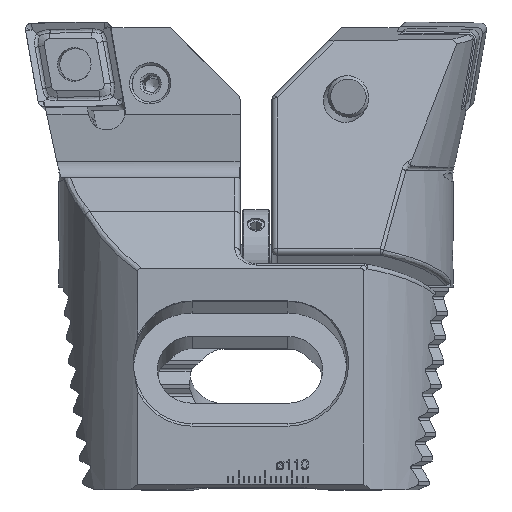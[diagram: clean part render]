
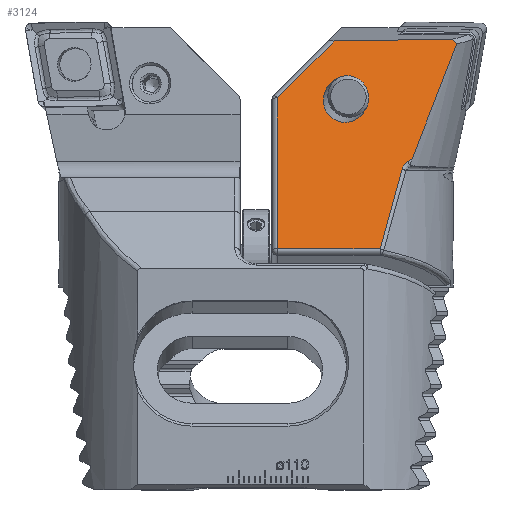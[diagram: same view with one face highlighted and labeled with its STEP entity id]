
A CAD part, top view. The second image highlights one B-rep face of the part: STEP entity #3124.
In plain terms, the highlighted face is planar.
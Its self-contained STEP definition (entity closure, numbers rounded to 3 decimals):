
#55 = CARTESIAN_POINT ( 'NONE',  ( 17.111, -32.828, -25.393 ) ) ;
#186 = CARTESIAN_POINT ( 'NONE',  ( 39.25, -42.339, -27.941 ) ) ;
#203 = CARTESIAN_POINT ( 'NONE',  ( 85.106, -4.241, -17.733 ) ) ;
#278 = EDGE_CURVE ( 'NONE', #898, #15012, #14924, .T. ) ;
#352 = LINE ( 'NONE', #9087, #9169 ) ;
#590 = CARTESIAN_POINT ( 'NONE',  ( 85.15, -42.339, -27.941 ) ) ;
#594 = EDGE_CURVE ( 'NONE', #8187, #7865, #2723, .T. ) ;
#707 = B_SPLINE_CURVE_WITH_KNOTS ( 'NONE', 3,
 ( #8923, #13985, #6494, #14041 ),
 .UNSPECIFIED., .F., .F.,
 ( 4, 4 ),
 ( 0., 1. ),
 .UNSPECIFIED. ) ;
#780 = DIRECTION ( 'NONE',  ( 0., -0.259, 0.966 ) ) ;
#880 = CARTESIAN_POINT ( 'NONE',  ( 28.57, -3.366, -17.498 ) ) ;
#898 = VERTEX_POINT ( 'NONE', #9498 ) ;
#1143 = ORIENTED_EDGE ( 'NONE', *, *, #594, .F. ) ;
#1703 = VERTEX_POINT ( 'NONE', #8793 ) ;
#1857 = CARTESIAN_POINT ( 'NONE',  ( 54.972, -29.768, -24.573 ) ) ;
#1892 = EDGE_CURVE ( 'NONE', #2633, #12382, #6707, .T. ) ;
#1894 = ORIENTED_EDGE ( 'NONE', *, *, #8468, .T. ) ;
#1934 = EDGE_CURVE ( 'NONE', #1703, #15012, #6698, .T. ) ;
#2036 = DIRECTION ( 'NONE',  ( 0., -0.966, -0.259 ) ) ;
#2128 = CARTESIAN_POINT ( 'NONE',  ( 39.25, -14.046, -20.36 ) ) ;
#2613 = ORIENTED_EDGE ( 'NONE', *, *, #1892, .T. ) ;
#2633 = VERTEX_POINT ( 'NONE', #7549 ) ;
#2723 = LINE ( 'NONE', #203, #6832 ) ;
#2922 = LINE ( 'NONE', #1857, #7412 ) ;
#3124 = ADVANCED_FACE ( 'NONE', ( #8866, #4150 ), #11899, .F. ) ;
#3267 = CARTESIAN_POINT ( 'NONE',  ( 35.768, -15.951, -20.871 ) ) ;
#3602 = VERTEX_POINT ( 'NONE', #2128 ) ;
#3651 = ORIENTED_EDGE ( 'NONE', *, *, #7708, .T. ) ;
#3723 = EDGE_LOOP ( 'NONE', ( #6307 ) ) ;
#4150 = FACE_BOUND ( 'NONE', #3723, .T. ) ;
#4310 = VECTOR ( 'NONE', #13173, 1000. ) ;
#4608 = CARTESIAN_POINT ( 'NONE',  ( 15.767, -27.164, -23.875 ) ) ;
#4661 = CARTESIAN_POINT ( 'NONE',  ( 6.386, -3.023, -17.406 ) ) ;
#4862 = CARTESIAN_POINT ( 'NONE',  ( 19.949, -42.339, -27.941 ) ) ;
#5009 = ORIENTED_EDGE ( 'NONE', *, *, #1934, .F. ) ;
#5442 = CARTESIAN_POINT ( 'NONE',  ( 14.769, -26.041, -23.574 ) ) ;
#5551 = DIRECTION ( 'NONE',  ( 0.695, -0.695, -0.186 ) ) ;
#5723 = CARTESIAN_POINT ( 'NONE',  ( 32.95, -7.563, -18.623 ) ) ;
#5765 = CARTESIAN_POINT ( 'NONE',  ( 15.544, -26.77, -23.769 ) ) ;
#5784 = VERTEX_POINT ( 'NONE', #13018 ) ;
#6276 = CARTESIAN_POINT ( 'NONE',  ( 15.857, -27.455, -23.953 ) ) ;
#6307 = ORIENTED_EDGE ( 'NONE', *, *, #9691, .F. ) ;
#6313 = ORIENTED_EDGE ( 'NONE', *, *, #278, .T. ) ;
#6494 = CARTESIAN_POINT ( 'NONE',  ( 6.114, -3.311, -17.484 ) ) ;
#6698 = B_SPLINE_CURVE_WITH_KNOTS ( 'NONE', 3,
 ( #8354, #12132, #14689, #5765, #6961, #4608, #14523, #13340 ),
 .UNSPECIFIED., .F., .F.,
 ( 4, 2, 2, 4 ),
 ( 0., 0.001, 0.001, 0.002 ),
 .UNSPECIFIED. ) ;
#6707 =( BOUNDED_CURVE ( )  B_SPLINE_CURVE ( 3, ( #6806, #9393, #8070, #10573 ),
 .UNSPECIFIED., .F., .F. ) 
 B_SPLINE_CURVE_WITH_KNOTS ( ( 4, 4 ),
 ( 4.103, 4.285 ),
 .UNSPECIFIED. ) 
 CURVE ( )  GEOMETRIC_REPRESENTATION_ITEM ( )  RATIONAL_B_SPLINE_CURVE ( ( 1., 0.997, 0.997, 1. ) ) 
 REPRESENTATION_ITEM ( '' )  );
#6806 = CARTESIAN_POINT ( 'NONE',  ( 14.003, -25.532, -23.438 ) ) ;
#6832 = VECTOR ( 'NONE', #12685, 1000. ) ;
#6961 = CARTESIAN_POINT ( 'NONE',  ( 15.629, -26.897, -23.803 ) ) ;
#6978 = CARTESIAN_POINT ( 'NONE',  ( 27.779, -18.456, -21.542 ) ) ;
#7088 =( BOUNDED_CURVE ( )  B_SPLINE_CURVE ( 3, ( #14648, #5723, #3267, #6978, #9570, #13353, #15923 ),
 .UNSPECIFIED., .T., .F. ) 
 B_SPLINE_CURVE_WITH_KNOTS ( ( 4, 3, 4 ),
 ( 0., 3.142, 6.283 ),
 .UNSPECIFIED. ) 
 CURVE ( )  GEOMETRIC_REPRESENTATION_ITEM ( )  RATIONAL_B_SPLINE_CURVE ( ( 1., 0.333, 0.333, 1., 0.333, 0.333, 1. ) ) 
 REPRESENTATION_ITEM ( '' )  );
#7412 = VECTOR ( 'NONE', #5551, 1000. ) ;
#7519 = EDGE_CURVE ( 'NONE', #1703, #2633, #14532, .T. ) ;
#7549 = CARTESIAN_POINT ( 'NONE',  ( 14.003, -25.532, -23.438 ) ) ;
#7708 = EDGE_CURVE ( 'NONE', #15197, #898, #9425, .T. ) ;
#7752 = DIRECTION ( 'NONE',  ( 0., -0.966, -0.259 ) ) ;
#7865 = VERTEX_POINT ( 'NONE', #4661 ) ;
#8070 = CARTESIAN_POINT ( 'NONE',  ( 8.288, -11.517, -19.682 ) ) ;
#8118 = EDGE_LOOP ( 'NONE', ( #2613, #1894, #1143, #8306, #10439, #3651, #6313, #5009, #14421 ) ) ;
#8187 = VERTEX_POINT ( 'NONE', #880 ) ;
#8306 = ORIENTED_EDGE ( 'NONE', *, *, #12973, .T. ) ;
#8354 = CARTESIAN_POINT ( 'NONE',  ( 14.769, -26.041, -23.574 ) ) ;
#8468 = EDGE_CURVE ( 'NONE', #12382, #7865, #707, .T. ) ;
#8517 = CARTESIAN_POINT ( 'NONE',  ( 15.857, -27.455, -23.953 ) ) ;
#8793 = CARTESIAN_POINT ( 'NONE',  ( 14.769, -26.041, -23.574 ) ) ;
#8866 = FACE_OUTER_BOUND ( 'NONE', #8118, .T. ) ;
#8923 = CARTESIAN_POINT ( 'NONE',  ( 5.572, -3.888, -17.638 ) ) ;
#9087 = CARTESIAN_POINT ( 'NONE',  ( 39.25, -1.612, -17.028 ) ) ;
#9169 = VECTOR ( 'NONE', #7752, 1000. ) ;
#9174 = CARTESIAN_POINT ( 'NONE',  ( 14.003, -25.532, -23.438 ) ) ;
#9393 = CARTESIAN_POINT ( 'NONE',  ( 11.107, -18.752, -21.621 ) ) ;
#9425 = LINE ( 'NONE', #590, #4310 ) ;
#9498 = CARTESIAN_POINT ( 'NONE',  ( 19.949, -42.339, -27.941 ) ) ;
#9570 = CARTESIAN_POINT ( 'NONE',  ( 19.789, -20.961, -22.213 ) ) ;
#9691 = EDGE_CURVE ( 'NONE', #5784, #5784, #7088, .T. ) ;
#10439 = ORIENTED_EDGE ( 'NONE', *, *, #14203, .T. ) ;
#10573 = CARTESIAN_POINT ( 'NONE',  ( 5.572, -3.888, -17.638 ) ) ;
#11598 = AXIS2_PLACEMENT_3D ( 'NONE', #15659, #780, #2036 ) ;
#11664 = CARTESIAN_POINT ( 'NONE',  ( 14.513, -25.872, -23.529 ) ) ;
#11889 = CARTESIAN_POINT ( 'NONE',  ( 5.572, -3.888, -17.638 ) ) ;
#11899 = PLANE ( 'NONE',  #11598 ) ;
#12132 = CARTESIAN_POINT ( 'NONE',  ( 15.027, -26.212, -23.62 ) ) ;
#12382 = VERTEX_POINT ( 'NONE', #11889 ) ;
#12685 = DIRECTION ( 'NONE',  ( -1., 0.015, 0.004 ) ) ;
#12956 = CARTESIAN_POINT ( 'NONE',  ( 14.258, -25.703, -23.483 ) ) ;
#12973 = EDGE_CURVE ( 'NONE', #8187, #3602, #2922, .T. ) ;
#13018 = CARTESIAN_POINT ( 'NONE',  ( 24.96, -10.068, -19.294 ) ) ;
#13173 = DIRECTION ( 'NONE',  ( -1., 0., 0. ) ) ;
#13340 = CARTESIAN_POINT ( 'NONE',  ( 15.857, -27.455, -23.953 ) ) ;
#13353 = CARTESIAN_POINT ( 'NONE',  ( 16.97, -12.573, -19.965 ) ) ;
#13761 = CARTESIAN_POINT ( 'NONE',  ( 18.478, -37.8, -26.725 ) ) ;
#13985 = CARTESIAN_POINT ( 'NONE',  ( 5.843, -3.599, -17.561 ) ) ;
#14041 = CARTESIAN_POINT ( 'NONE',  ( 6.386, -3.023, -17.406 ) ) ;
#14203 = EDGE_CURVE ( 'NONE', #3602, #15197, #352, .T. ) ;
#14421 = ORIENTED_EDGE ( 'NONE', *, *, #7519, .T. ) ;
#14523 = CARTESIAN_POINT ( 'NONE',  ( 15.822, -27.307, -23.913 ) ) ;
#14532 = B_SPLINE_CURVE_WITH_KNOTS ( 'NONE', 3,
 ( #5442, #11664, #12956, #9174 ),
 .UNSPECIFIED., .F., .F.,
 ( 4, 4 ),
 ( 0., 0.001 ),
 .UNSPECIFIED. ) ;
#14648 = CARTESIAN_POINT ( 'NONE',  ( 24.96, -10.068, -19.294 ) ) ;
#14689 = CARTESIAN_POINT ( 'NONE',  ( 15.256, -26.412, -23.673 ) ) ;
#14924 =( BOUNDED_CURVE ( )  B_SPLINE_CURVE ( 3, ( #4862, #13761, #55, #6276 ),
 .UNSPECIFIED., .F., .F. ) 
 B_SPLINE_CURVE_WITH_KNOTS ( ( 4, 4 ),
 ( 3.832, 3.996 ),
 .UNSPECIFIED. ) 
 CURVE ( )  GEOMETRIC_REPRESENTATION_ITEM ( )  RATIONAL_B_SPLINE_CURVE ( ( 1., 0.998, 0.998, 1. ) ) 
 REPRESENTATION_ITEM ( '' )  );
#15012 = VERTEX_POINT ( 'NONE', #8517 ) ;
#15197 = VERTEX_POINT ( 'NONE', #186 ) ;
#15659 = CARTESIAN_POINT ( 'NONE',  ( 85.15, -1.612, -17.028 ) ) ;
#15923 = CARTESIAN_POINT ( 'NONE',  ( 24.96, -10.068, -19.294 ) ) ;
